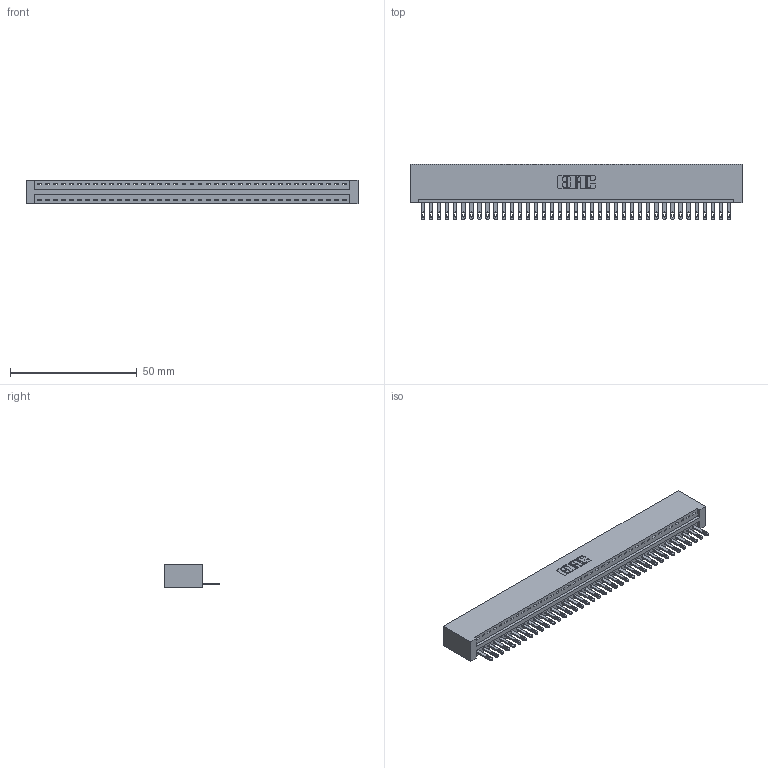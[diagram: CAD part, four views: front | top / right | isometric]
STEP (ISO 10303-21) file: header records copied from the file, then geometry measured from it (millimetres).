
FILE_DESCRIPTION (( 'STEP AP203' ), '1' );
FILE_NAME ('896-039-500-101.STEP', '2021-07-27T20:50:10', ( '' ), ( '' ), 'SwSTEP 2.0', 'SolidWorks 2020', '' );
FILE_SCHEMA (( 'CONFIG_CONTROL_DESIGN' ));
Length unit declared in the file: inch
Products named in the file (3): 846 Part_No Mounting Lugs; 345-292-001_345-293-100; 896-039-500-101
Assembly tree (40 placements, depth 2):
  896-039-500-101
    846 Part_No Mounting Lugs
    345-292-001_345-293-100  x39
Bounding box: 131.06 x 21.84 x 9.4 mm (x, y, z)
Volume: 13098.6 mm3; surface area: 16505.2 mm2
Topology: 40 solids, 40 shells, 2220 faces, 6857 edges, 4570 vertices
Faces by surface type: plane 1398, cylinder 822
Entity records: 24261 total; most frequent: CARTESIAN_POINT 4165, ORIENTED_EDGE 4138, DIRECTION 3675, EDGE_CURVE 2069, LINE 1785, VECTOR 1785, VERTEX_POINT 1378, AXIS2_PLACEMENT_3D 945
